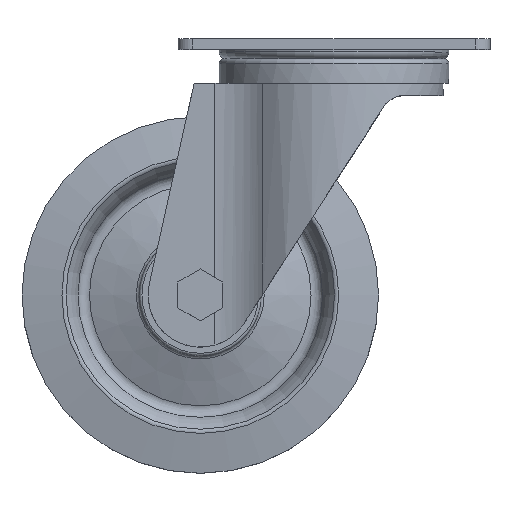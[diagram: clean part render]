
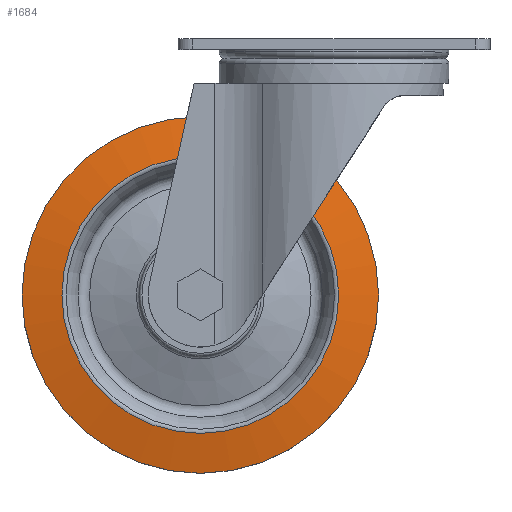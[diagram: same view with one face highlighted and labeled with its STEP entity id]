
A CAD part, top view. The second image highlights one B-rep face of the part: STEP entity #1684.
In plain terms, the highlighted conical face has half-angle 78.949 degrees and reference radius 80 mm.
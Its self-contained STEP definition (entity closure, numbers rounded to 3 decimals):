
#22=CONICAL_SURFACE('',#1885,80.,1.378);
#761=ORIENTED_EDGE('',*,*,#994,.T.);
#762=ORIENTED_EDGE('',*,*,#993,.F.);
#993=EDGE_CURVE('',#1154,#1154,#1237,.T.);
#994=EDGE_CURVE('',#1155,#1155,#1238,.T.);
#1154=VERTEX_POINT('',#2928);
#1155=VERTEX_POINT('',#2931);
#1237=CIRCLE('',#1884,80.);
#1238=CIRCLE('',#1886,62.081);
#1380=EDGE_LOOP('',(#761));
#1381=EDGE_LOOP('',(#762));
#1534=FACE_BOUND('',#1380,.T.);
#1535=FACE_BOUND('',#1381,.T.);
#1684=ADVANCED_FACE('',(#1534,#1535),#22,.T.);
#1884=AXIS2_PLACEMENT_3D('',#2927,#2376,#2377);
#1885=AXIS2_PLACEMENT_3D('',#2929,#2378,#2379);
#1886=AXIS2_PLACEMENT_3D('',#2930,#2380,#2381);
#2376=DIRECTION('',(0.,0.,-1.));
#2377=DIRECTION('',(-1.,0.,0.));
#2378=DIRECTION('',(0.,0.,-1.));
#2379=DIRECTION('',(-1.,0.,0.));
#2380=DIRECTION('',(0.,0.,-1.));
#2381=DIRECTION('',(-1.,0.,0.));
#2927=CARTESIAN_POINT('',(0.,0.,15.));
#2928=CARTESIAN_POINT('',(-80.,0.,15.));
#2929=CARTESIAN_POINT('',(0.,0.,15.));
#2930=CARTESIAN_POINT('',(0.,0.,18.5));
#2931=CARTESIAN_POINT('',(-62.081,0.,18.5));
